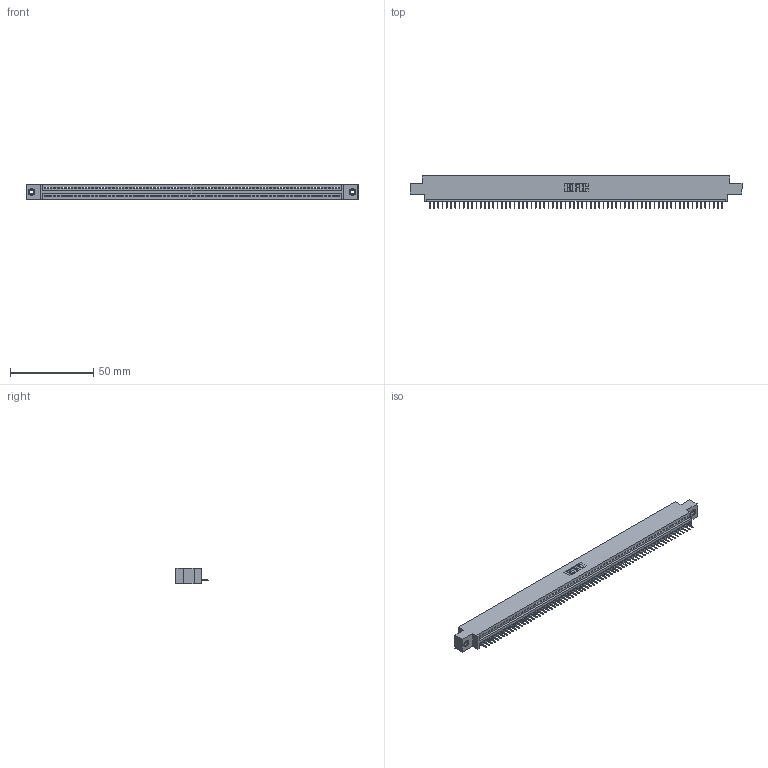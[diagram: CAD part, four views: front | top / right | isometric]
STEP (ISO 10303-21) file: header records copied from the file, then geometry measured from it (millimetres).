
FILE_DESCRIPTION (( 'STEP AP203' ), '1' );
FILE_NAME ('395-070-524-608.STEP', '2019-10-26T00:31:06', ( '' ), ( '' ), 'SwSTEP 2.0', 'SolidWorks 2016', '' );
FILE_SCHEMA (( 'CONFIG_CONTROL_DESIGN' ));
Length unit declared in the file: inch
Products named in the file (4): 345-250-001_345-250-003-102; 395-070-524-608; 345-292-001_345-293-124; 345 Part_0.170 Offset - 0.156 Dia-TI
Assembly tree (73 placements, depth 2):
  395-070-524-608
    345 Part_0.170 Offset - 0.156 Dia-TI
    345-292-001_345-293-124  x70
    345-250-001_345-250-003-102  x2
Bounding box: 199.01 x 19.35 x 9.4 mm (x, y, z)
Volume: 18735 mm3; surface area: 24539.3 mm2
Topology: 73 solids, 73 shells, 4530 faces, 13089 edges, 8438 vertices
Faces by surface type: plane 3336, cylinder 1178, cone 12, torus 4
Entity records: 50306 total; most frequent: CARTESIAN_POINT 8693, ORIENTED_EDGE 8690, DIRECTION 7579, EDGE_CURVE 4345, LINE 3917, VECTOR 3917, VERTEX_POINT 2888, AXIS2_PLACEMENT_3D 1831
